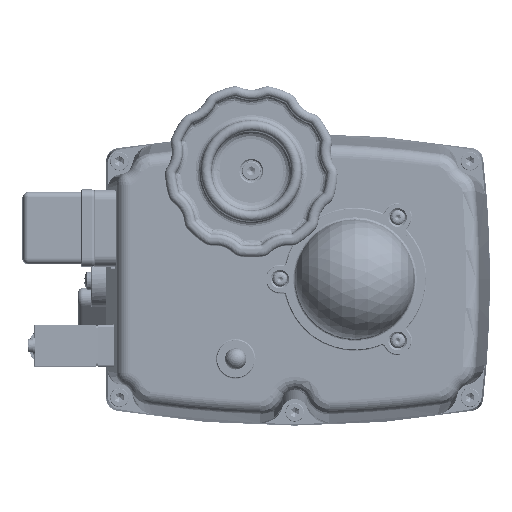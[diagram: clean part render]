
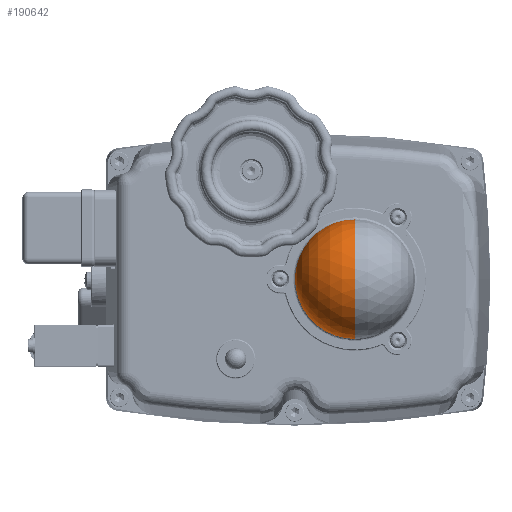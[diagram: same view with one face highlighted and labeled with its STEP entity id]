
A CAD part, top view. The second image highlights one B-rep face of the part: STEP entity #190642.
In plain terms, the highlighted spherical face has radius 22.5 mm.
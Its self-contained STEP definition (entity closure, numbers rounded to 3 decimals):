
#6977 = EDGE_CURVE ( 'NONE', #173094, #191478, #230038, .T. ) ;
#9853 = CARTESIAN_POINT ( 'NONE',  ( 22.653, -27.513, 68.773 ) ) ;
#24695 = ORIENTED_EDGE ( 'NONE', *, *, #173645, .T. ) ;
#36155 = SPHERICAL_SURFACE ( 'NONE', #174646, 22.5 ) ;
#38273 = EDGE_LOOP ( 'NONE', ( #24695, #69952 ) ) ;
#56652 = CARTESIAN_POINT ( 'NONE',  ( 22.653, -50., 68. ) ) ;
#63460 = DIRECTION ( 'NONE',  ( 0., 1., 0. ) ) ;
#69952 = ORIENTED_EDGE ( 'NONE', *, *, #6977, .F. ) ;
#77161 = AXIS2_PLACEMENT_3D ( 'NONE', #97229, #132184, #63460 ) ;
#97229 = CARTESIAN_POINT ( 'NONE',  ( 22.653, -50., 68. ) ) ;
#125444 = DIRECTION ( 'NONE',  ( -1., 0., 0. ) ) ;
#132184 = DIRECTION ( 'NONE',  ( -1., 0., 0. ) ) ;
#135944 = CARTESIAN_POINT ( 'NONE',  ( 22.653, -72.487, 68.773 ) ) ;
#148128 = DIRECTION ( 'NONE',  ( 0., 1., 0. ) ) ;
#156085 = DIRECTION ( 'NONE',  ( 0., 0., -1. ) ) ;
#173094 = VERTEX_POINT ( 'NONE', #135944 ) ;
#173645 = EDGE_CURVE ( 'NONE', #173094, #191478, #181023, .T. ) ;
#174129 = CARTESIAN_POINT ( 'NONE',  ( 22.653, -50., 68.773 ) ) ;
#174646 = AXIS2_PLACEMENT_3D ( 'NONE', #56652, #125444, #148128 ) ;
#176156 = AXIS2_PLACEMENT_3D ( 'NONE', #174129, #156085, #229444 ) ;
#181023 = CIRCLE ( 'NONE', #77161, 22.5 ) ;
#190642 = ADVANCED_FACE ( 'NONE', ( #202258 ), #36155, .T. ) ;
#191478 = VERTEX_POINT ( 'NONE', #9853 ) ;
#202258 = FACE_OUTER_BOUND ( 'NONE', #38273, .T. ) ;
#229444 = DIRECTION ( 'NONE',  ( 0., -1., 0. ) ) ;
#230038 = CIRCLE ( 'NONE', #176156, 22.487 ) ;
